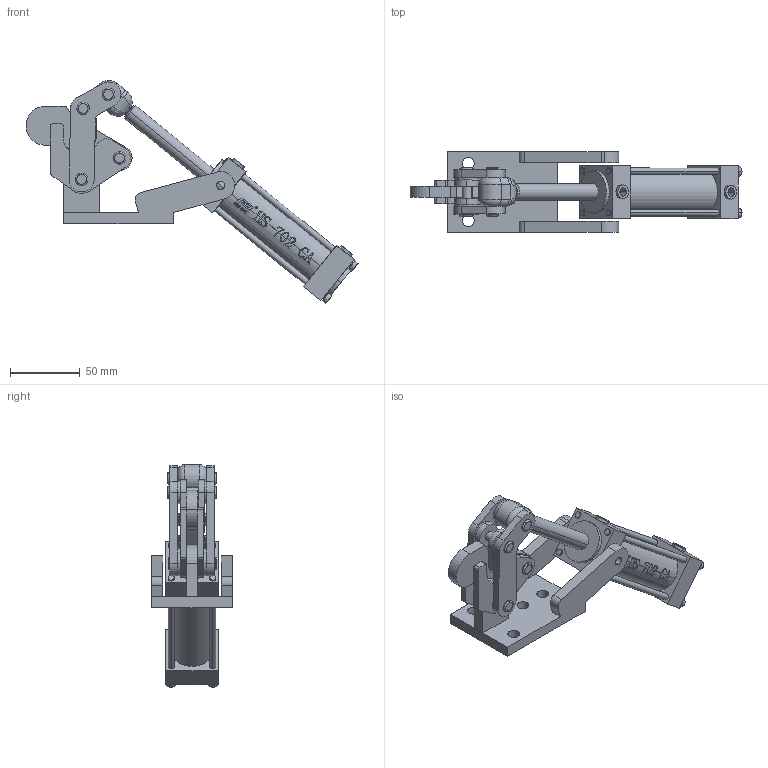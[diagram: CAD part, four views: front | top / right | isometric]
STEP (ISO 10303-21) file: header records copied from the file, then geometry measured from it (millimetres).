
FILE_DESCRIPTION (( 'STEP AP203' ), '1' );
FILE_NAME ('HS-702-CA 装配体.STEP', '2018-12-07T08:48:22', ( 'PCOS' ), ( '微软中国' ), 'SwSTEP 2.0', 'SolidWorks 2012', '' );
FILE_SCHEMA (( 'CONFIG_CONTROL_DESIGN' ));
Length unit declared in the file: millimetre
Products named in the file (12): HS-702-CA 蚾饜极; 菜え; 釱; 蚐詰; 揤參; 种2; 种1; 忒梟; 忒參; 蟀裝; 菁釱; 盓殤
Assembly tree (19 placements, depth 2):
  HS-702-CA 蚾饜极
    盓殤
    菁釱
    蟀裝  x2
    忒參
    忒梟  x2
    种1  x2
    种2  x3
    揤參
    蚐詰
    釱
    菜え  x4
Bounding box: 238.66 x 58 x 160.3 mm (x, y, z)
Volume: 251020.1 mm3; surface area: 84564.2 mm2
Topology: 21 solids, 21 shells, 699 faces, 1788 edges, 1179 vertices
Faces by surface type: plane 305, cylinder 232, bspline 132, torus 26, cone 4
Entity records: 26364 total; most frequent: CARTESIAN_POINT 10445, ORIENTED_EDGE 3210, DIRECTION 2624, EDGE_CURVE 1605, VERTEX_POINT 1061, AXIS2_PLACEMENT_3D 884, LINE 856, VECTOR 856
